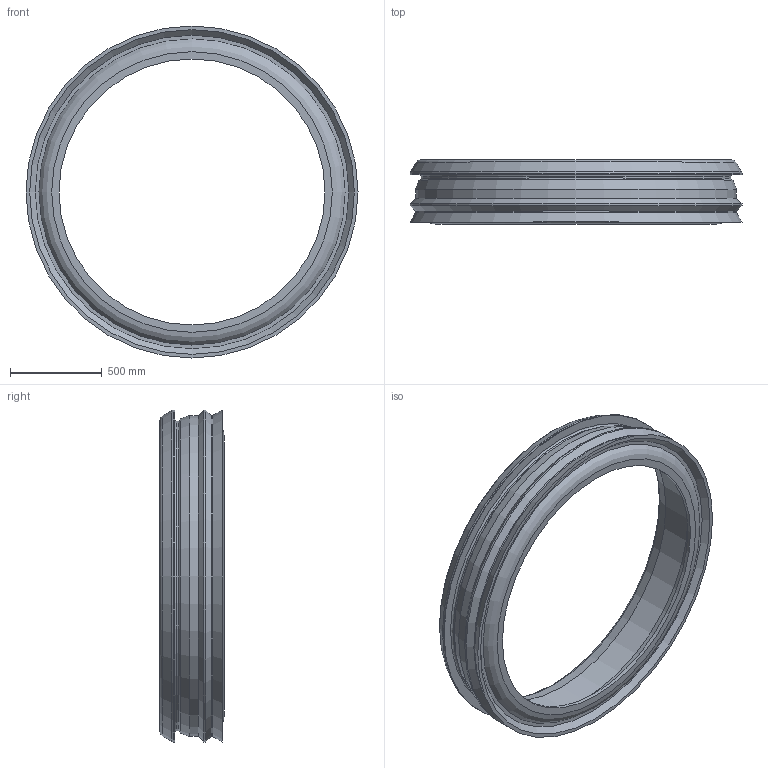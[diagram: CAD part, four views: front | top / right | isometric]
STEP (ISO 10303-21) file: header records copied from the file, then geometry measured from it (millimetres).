
FILE_DESCRIPTION(/* description */ (''),/* implementation_level */ '2;1');
FILE_NAME(/* name */ '09114.150X_3D.stp',/* time_stamp */ '2024-12-11T14:21:28+01:00',/* author */ ('CAD'),/* organization */ (''),/* preprocessor_version */ 'ST-DEVELOPER v20',/* originating_system */ 'AutoCAD Mechanical',/* authorisation */ '');
FILE_SCHEMA (('AUTOMOTIVE_DESIGN { 1 0 10303 214 3 1 1 }'));
Length unit declared in the file: centimetre
Products named in the file (4): Product; *S1; *S0; *S2
Assembly tree (3 placements, depth 3):
  Product
    *S1
      *S0
    *S2
Bounding box: 1810 x 350 x 1810 mm (x, y, z)
Volume: 135964805.4 mm3; surface area: 5694529.2 mm2
Topology: 1 solids, 1 shells, 27 faces, 65 edges, 44 vertices
Faces by surface type: torus 7, cylinder 7, cone 7, plane 6
Full cylindrical faces by diameter (mm): 1450 x1, 1610 x1, 1690 x1, 1750 x2, 1810 x2
Entity records: 916 total; most frequent: DIRECTION 184, CARTESIAN_POINT 152, ORIENTED_EDGE 112, AXIS2_PLACEMENT_3D 85, EDGE_CURVE 56, CIRCLE 51, VERTEX_POINT 35, EDGE_LOOP 33
